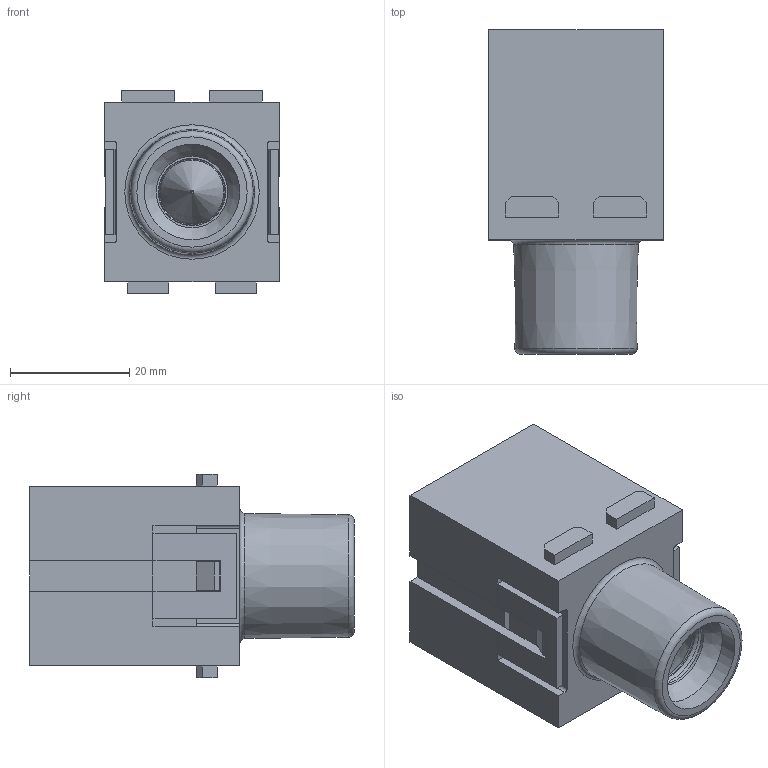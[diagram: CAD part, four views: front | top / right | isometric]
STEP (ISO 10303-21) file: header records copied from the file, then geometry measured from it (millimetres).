
FILE_DESCRIPTION(/* description */ (''),/* implementation_level */ '2;1');
FILE_NAME(/* name */ 'H2MK-001.2-M.stp',/* time_stamp */ '2023-02-08T23:56:07+08:00',/* author */ (''),/* organization */ (''),/* preprocessor_version */ 'ST-DEVELOPER v16',/* originating_system */ 'SIEMENS PLM Software NX 10.0',/* authorisation */ '');
FILE_SCHEMA (('AP203_CONFIGURATION_CONTROLLED_3D_DESIGN_OF_MECHANICAL_PARTS_AND_ASSEMBLIES_MIM_LF { 1 0 10303 403 2 1 2}'));
Products named in the file (1): Admi0A2C26ACrooi
Bounding box: 29.3 x 54.5 x 34.2 mm (x, y, z)
Volume: 29.6 mm3; surface area: 21105.4 mm2
Topology: 24 solids, 25 shells, 521 faces, 1382 edges, 890 vertices
Faces by surface type: plane 207, cylinder 137, bspline 118, cone 36, torus 23
Full cylindrical faces by diameter (mm): 4.2 x4, 5.4 x4, 5.6 x4, 6.1 x1, 8 x2, 9.3 x1, 9.5 x1, 11 x1, 12 x2, 15.5 x1, 16 x1, 18 x1, 20 x1
Entity records: 76988 total; most frequent: CARTESIAN_POINT 65298, ORIENTED_EDGE 2562, DIRECTION 2038, EDGE_CURVE 1281, VERTEX_POINT 847, AXIS2_PLACEMENT_3D 740, EDGE_LOOP 604, LINE 558
